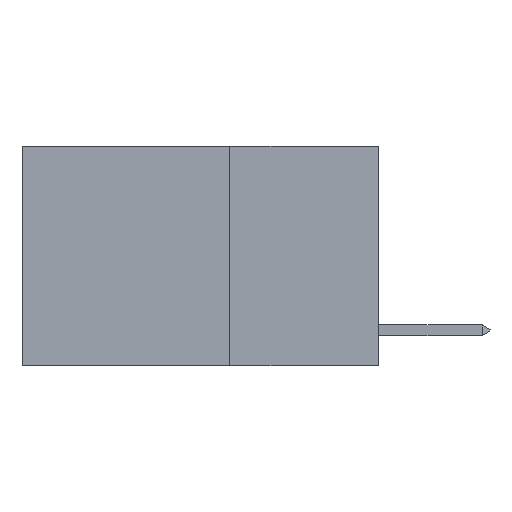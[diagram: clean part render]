
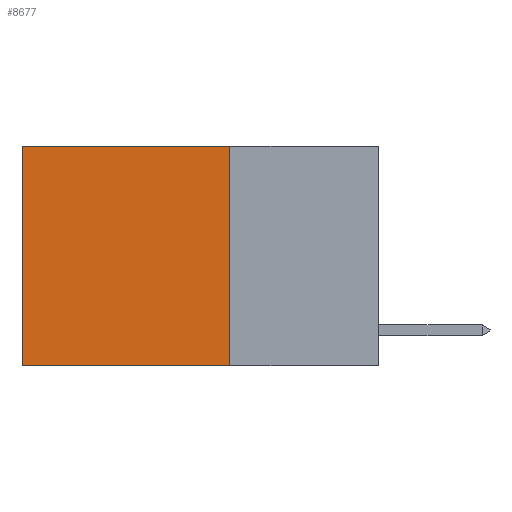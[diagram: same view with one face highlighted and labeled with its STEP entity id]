
A CAD part, left-side view. The second image highlights one B-rep face of the part: STEP entity #8677.
In plain terms, the highlighted planar face has unit normal (-1, 0, 0).
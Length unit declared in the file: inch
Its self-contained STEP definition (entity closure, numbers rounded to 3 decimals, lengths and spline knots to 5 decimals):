
#5333 = CARTESIAN_POINT ( 'NONE',  ( 0.2625, 0.25, -0.37 ) ) ;
#7034 = EDGE_CURVE ( 'NONE', #19720, #26359, #27199, .T. ) ;
#7304 = DIRECTION ( 'NONE',  ( 0., 1., 0. ) ) ;
#8671 = EDGE_LOOP ( 'NONE', ( #14268, #9400, #22587, #13566 ) ) ;
#8675 = VECTOR ( 'NONE', #7304, 39.37008 ) ;
#8677 = ADVANCED_FACE ( 'NONE', ( #26323 ), #20057, .F. ) ;
#9058 = VECTOR ( 'NONE', #16836, 39.37008 ) ;
#9400 = ORIENTED_EDGE ( 'NONE', *, *, #7034, .F. ) ;
#9768 = VECTOR ( 'NONE', #18605, 39.37008 ) ;
#10531 = EDGE_CURVE ( 'NONE', #11422, #19720, #11674, .T. ) ;
#11422 = VERTEX_POINT ( 'NONE', #11797 ) ;
#11674 = LINE ( 'NONE', #18056, #9768 ) ;
#11797 = CARTESIAN_POINT ( 'NONE',  ( 0.2625, 0.25, 0. ) ) ;
#11849 = CARTESIAN_POINT ( 'NONE',  ( 0.2625, 0.25, 0. ) ) ;
#13251 = CARTESIAN_POINT ( 'NONE',  ( 0.2625, 0.25, 0. ) ) ;
#13566 = ORIENTED_EDGE ( 'NONE', *, *, #23103, .T. ) ;
#14201 = AXIS2_PLACEMENT_3D ( 'NONE', #13251, #21632, #19630 ) ;
#14268 = ORIENTED_EDGE ( 'NONE', *, *, #20130, .T. ) ;
#14404 = VERTEX_POINT ( 'NONE', #27270 ) ;
#16836 = DIRECTION ( 'NONE',  ( 0., 0., -1. ) ) ;
#17118 = LINE ( 'NONE', #27779, #9058 ) ;
#18056 = CARTESIAN_POINT ( 'NONE',  ( 0.2625, 0.25, 0. ) ) ;
#18417 = CARTESIAN_POINT ( 'NONE',  ( 0.2625, 0.6, -0.37 ) ) ;
#18605 = DIRECTION ( 'NONE',  ( 0., 0., -1. ) ) ;
#18607 = CARTESIAN_POINT ( 'NONE',  ( 0.2625, 0.25, -0.37 ) ) ;
#19630 = DIRECTION ( 'NONE',  ( 0., 0., -1. ) ) ;
#19720 = VERTEX_POINT ( 'NONE', #18607 ) ;
#20057 = PLANE ( 'NONE',  #14201 ) ;
#20130 = EDGE_CURVE ( 'NONE', #14404, #26359, #17118, .T. ) ;
#21632 = DIRECTION ( 'NONE',  ( 1., 0., 0. ) ) ;
#22341 = DIRECTION ( 'NONE',  ( 0., 1., 0. ) ) ;
#22587 = ORIENTED_EDGE ( 'NONE', *, *, #10531, .F. ) ;
#22781 = VECTOR ( 'NONE', #22341, 39.37008 ) ;
#23103 = EDGE_CURVE ( 'NONE', #11422, #14404, #26756, .T. ) ;
#26323 = FACE_OUTER_BOUND ( 'NONE', #8671, .T. ) ;
#26359 = VERTEX_POINT ( 'NONE', #18417 ) ;
#26756 = LINE ( 'NONE', #11849, #22781 ) ;
#27199 = LINE ( 'NONE', #5333, #8675 ) ;
#27270 = CARTESIAN_POINT ( 'NONE',  ( 0.2625, 0.6, 0. ) ) ;
#27779 = CARTESIAN_POINT ( 'NONE',  ( 0.2625, 0.6, 0. ) ) ;
